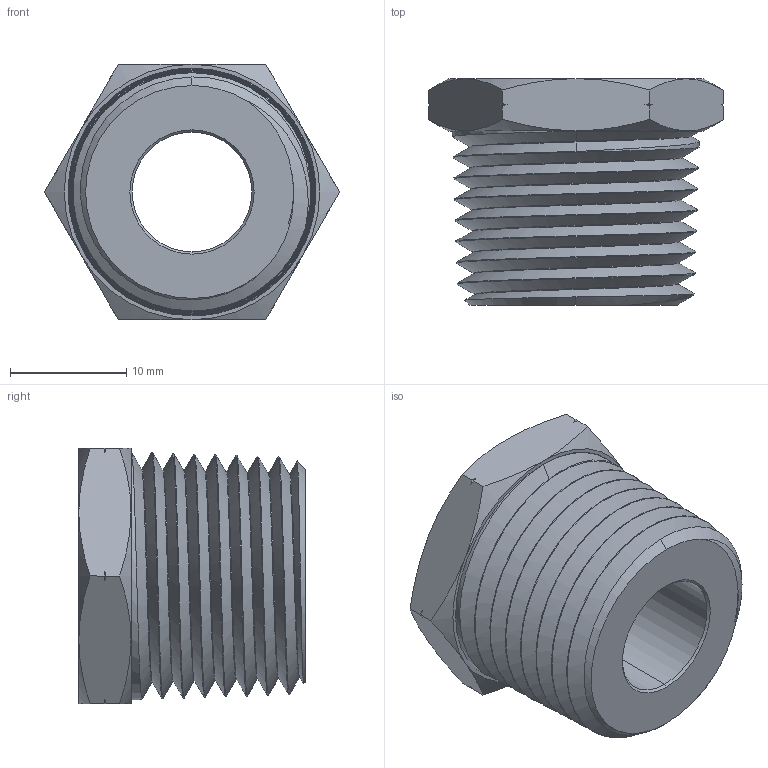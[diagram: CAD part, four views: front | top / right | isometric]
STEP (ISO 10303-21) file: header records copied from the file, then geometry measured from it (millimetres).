
FILE_DESCRIPTION (( 'STEP AP214' ), '1' );
FILE_NAME ('HBSMN1-2FN1-4.STEP', '2018-07-30T17:37:41', ( '' ), ( '' ), 'SwSTEP 2.0', 'SolidWorks 2016', '' );
FILE_SCHEMA (( 'AUTOMOTIVE_DESIGN' ));
Length unit declared in the file: millimetre
Products named in the file (1): HBSMN1-2FN1-4
Bounding box: 25.4 x 19.5 x 22 mm (x, y, z)
Volume: 4237 mm3; surface area: 3682.2 mm2
Topology: 1 solids, 1 shells, 90 faces, 238 edges, 152 vertices
Faces by surface type: cone 66, bspline 12, plane 10, cylinder 2
Entity records: 11042 total; most frequent: CARTESIAN_POINT 8076, ORIENTED_EDGE 476, DIRECTION 291, EDGE_CURVE 238, VERTEX_POINT 152, B_SPLINE_CURVE_WITH_KNOTS 142, AXIS2_PLACEMENT_3D 116, EDGE_LOOP 94
